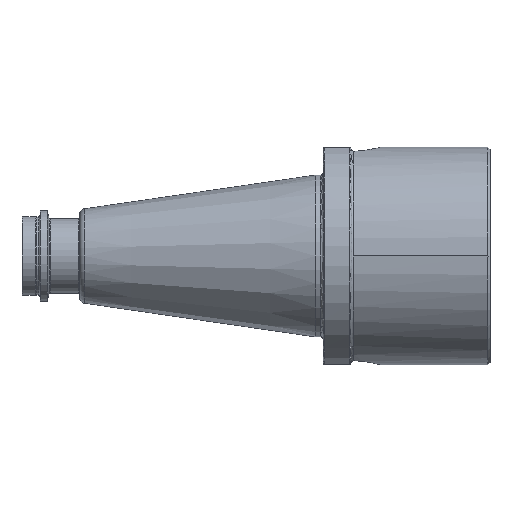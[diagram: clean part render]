
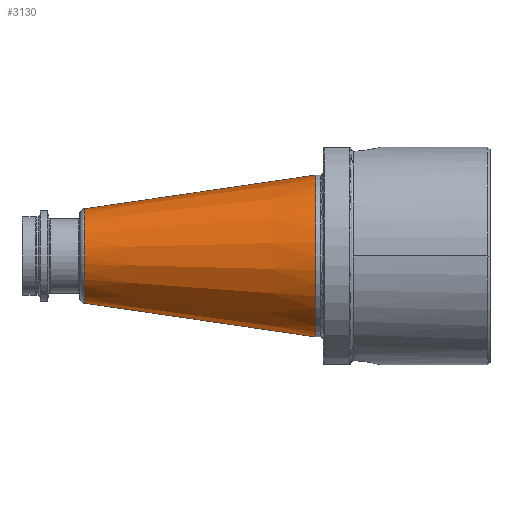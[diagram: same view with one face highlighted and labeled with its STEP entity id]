
A CAD part, front view. The second image highlights one B-rep face of the part: STEP entity #3130.
In plain terms, the highlighted conical face has half-angle 8.297 degrees and reference radius 34.925 mm.
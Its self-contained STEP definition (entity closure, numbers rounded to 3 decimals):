
#238 = EDGE_LOOP ( 'NONE', ( #2811, #4705, #2287, #5271 ) ) ;
#329 = CARTESIAN_POINT ( 'NONE',  ( 0., 0., 0. ) ) ;
#739 = DIRECTION ( 'NONE',  ( 0., 0., 1. ) ) ;
#745 = EDGE_CURVE ( 'NONE', #4989, #2383, #5094, .T. ) ;
#759 = VECTOR ( 'NONE', #2178, 1000. ) ;
#1192 = CARTESIAN_POINT ( 'NONE',  ( -99.761, 0., 20.377 ) ) ;
#1234 = CARTESIAN_POINT ( 'NONE',  ( 0., 0., 34.925 ) ) ;
#1271 = CARTESIAN_POINT ( 'NONE',  ( 0., 0., 34.925 ) ) ;
#1414 = VERTEX_POINT ( 'NONE', #1271 ) ;
#1769 = EDGE_CURVE ( 'NONE', #4024, #1414, #2220, .T. ) ;
#1848 = CIRCLE ( 'NONE', #2824, 34.925 ) ;
#1897 = CARTESIAN_POINT ( 'NONE',  ( 0., 0., -34.925 ) ) ;
#1908 = CIRCLE ( 'NONE', #3599, 20.377 ) ;
#2178 = DIRECTION ( 'NONE',  ( 0.99, 0., -0.144 ) ) ;
#2220 = LINE ( 'NONE', #1234, #3178 ) ;
#2281 = CARTESIAN_POINT ( 'NONE',  ( -99.761, 0., 0. ) ) ;
#2287 = ORIENTED_EDGE ( 'NONE', *, *, #745, .T. ) ;
#2383 = VERTEX_POINT ( 'NONE', #3907 ) ;
#2550 = EDGE_CURVE ( 'NONE', #2383, #1414, #1848, .T. ) ;
#2691 = DIRECTION ( 'NONE',  ( 0., 0., 1. ) ) ;
#2811 = ORIENTED_EDGE ( 'NONE', *, *, #1769, .F. ) ;
#2824 = AXIS2_PLACEMENT_3D ( 'NONE', #329, #3184, #739 ) ;
#2878 = CARTESIAN_POINT ( 'NONE',  ( 0., 0., 0. ) ) ;
#3130 = ADVANCED_FACE ( 'NONE', ( #3879 ), #3740, .T. ) ;
#3153 = AXIS2_PLACEMENT_3D ( 'NONE', #2878, #3273, #4878 ) ;
#3178 = VECTOR ( 'NONE', #4967, 1000. ) ;
#3184 = DIRECTION ( 'NONE',  ( -1., 0., 0. ) ) ;
#3273 = DIRECTION ( 'NONE',  ( 1., 0., 0. ) ) ;
#3463 = EDGE_CURVE ( 'NONE', #4989, #4024, #1908, .T. ) ;
#3599 = AXIS2_PLACEMENT_3D ( 'NONE', #2281, #5119, #2691 ) ;
#3740 = CONICAL_SURFACE ( 'NONE', #3153, 34.925, 0.145 ) ;
#3825 = CARTESIAN_POINT ( 'NONE',  ( -99.761, 0., -20.377 ) ) ;
#3879 = FACE_OUTER_BOUND ( 'NONE', #238, .T. ) ;
#3907 = CARTESIAN_POINT ( 'NONE',  ( 0., 0., -34.925 ) ) ;
#4024 = VERTEX_POINT ( 'NONE', #1192 ) ;
#4705 = ORIENTED_EDGE ( 'NONE', *, *, #3463, .F. ) ;
#4878 = DIRECTION ( 'NONE',  ( 0., 0., -1. ) ) ;
#4967 = DIRECTION ( 'NONE',  ( 0.99, 0., 0.144 ) ) ;
#4989 = VERTEX_POINT ( 'NONE', #3825 ) ;
#5094 = LINE ( 'NONE', #1897, #759 ) ;
#5119 = DIRECTION ( 'NONE',  ( -1., 0., 0. ) ) ;
#5271 = ORIENTED_EDGE ( 'NONE', *, *, #2550, .T. ) ;
